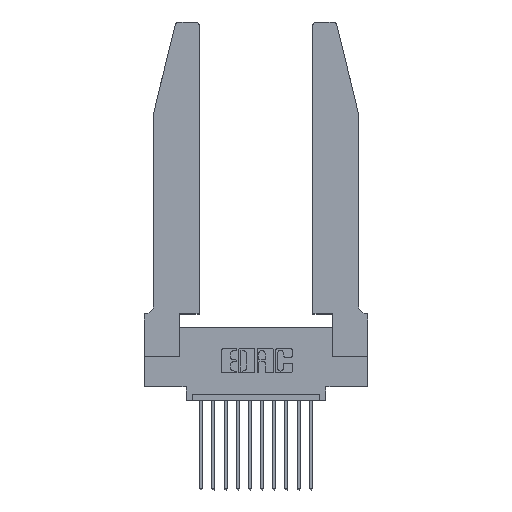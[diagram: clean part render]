
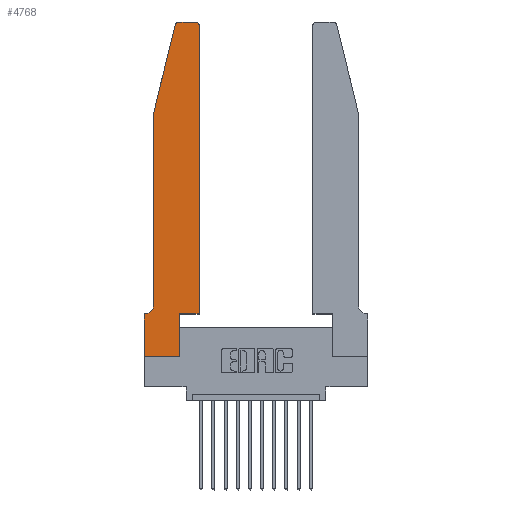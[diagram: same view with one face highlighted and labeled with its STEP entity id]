
A CAD part, top view. The second image highlights one B-rep face of the part: STEP entity #4768.
In plain terms, the highlighted planar face has unit normal (0, 0, 1).
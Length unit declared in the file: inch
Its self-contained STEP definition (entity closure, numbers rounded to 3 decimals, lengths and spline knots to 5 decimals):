
#234 = ORIENTED_EDGE ( 'NONE', *, *, #8713, .T. ) ;
#425 = EDGE_CURVE ( 'NONE', #1496, #15330, #16515, .T. ) ;
#608 = EDGE_CURVE ( 'NONE', #3987, #7146, #6613, .T. ) ;
#809 = AXIS2_PLACEMENT_3D ( 'NONE', #7315, #8611, #16590 ) ;
#1050 = CARTESIAN_POINT ( 'NONE',  ( 0.2865, 0.35, 0.37 ) ) ;
#1247 = CARTESIAN_POINT ( 'NONE',  ( 0.0055, 0.42, 0.37 ) ) ;
#1483 = VECTOR ( 'NONE', #4941, 39.37008 ) ;
#1496 = VERTEX_POINT ( 'NONE', #5321 ) ;
#1744 = LINE ( 'NONE', #11944, #5168 ) ;
#1787 = LINE ( 'NONE', #13186, #13118 ) ;
#2268 = ORIENTED_EDGE ( 'NONE', *, *, #425, .T. ) ;
#2285 = CIRCLE ( 'NONE', #14858, 0.03 ) ;
#2324 = EDGE_CURVE ( 'NONE', #7146, #11003, #2285, .T. ) ;
#2750 = CARTESIAN_POINT ( 'NONE',  ( 0.0055, 0.35, 0.37 ) ) ;
#2903 = DIRECTION ( 'NONE',  ( 0., 0., 1. ) ) ;
#3262 = ORIENTED_EDGE ( 'NONE', *, *, #7449, .T. ) ;
#3338 = DIRECTION ( 'NONE',  ( 0., -1., 0. ) ) ;
#3380 = DIRECTION ( 'NONE',  ( 1., 0., 0. ) ) ;
#3419 = FACE_OUTER_BOUND ( 'NONE', #13404, .T. ) ;
#3485 = DIRECTION ( 'NONE',  ( 0., 1., 0. ) ) ;
#3642 = CARTESIAN_POINT ( 'NONE',  ( 0.0755, 2., 0.37 ) ) ;
#3725 = ORIENTED_EDGE ( 'NONE', *, *, #608, .T. ) ;
#3758 = DIRECTION ( 'NONE',  ( -1., 0., 0. ) ) ;
#3987 = VERTEX_POINT ( 'NONE', #14770 ) ;
#4163 = LINE ( 'NONE', #1050, #10033 ) ;
#4211 = CARTESIAN_POINT ( 'NONE',  ( 0.4505, 2.72, 0.37 ) ) ;
#4275 = VERTEX_POINT ( 'NONE', #5677 ) ;
#4308 = DIRECTION ( 'NONE',  ( -1., 0., 0. ) ) ;
#4665 = DIRECTION ( 'NONE',  ( 1., 0., 0. ) ) ;
#4768 = ADVANCED_FACE ( 'NONE', ( #3419 ), #11054, .T. ) ;
#4941 = DIRECTION ( 'NONE',  ( 0., -1., 0. ) ) ;
#5168 = VECTOR ( 'NONE', #15749, 39.37008 ) ;
#5321 = CARTESIAN_POINT ( 'NONE',  ( 0.25487, 2.72718, 0.37 ) ) ;
#5529 = DIRECTION ( 'NONE',  ( -0.239, -0.971, 0. ) ) ;
#5615 = EDGE_CURVE ( 'NONE', #11003, #4275, #15519, .T. ) ;
#5677 = CARTESIAN_POINT ( 'NONE',  ( 0.284, 2.75, 0.37 ) ) ;
#5993 = CARTESIAN_POINT ( 'NONE',  ( 0., 0., 0.37 ) ) ;
#6034 = CARTESIAN_POINT ( 'NONE',  ( 0.2865, 0.35, 0.37 ) ) ;
#6046 = VERTEX_POINT ( 'NONE', #15097 ) ;
#6127 = LINE ( 'NONE', #3642, #1483 ) ;
#6275 = EDGE_CURVE ( 'NONE', #10565, #16312, #1744, .T. ) ;
#6308 = CARTESIAN_POINT ( 'NONE',  ( 0.4505, 0.35, 0.37 ) ) ;
#6542 = CARTESIAN_POINT ( 'NONE',  ( 0., 0., 0.37 ) ) ;
#6613 = LINE ( 'NONE', #6308, #11057 ) ;
#6650 = AXIS2_PLACEMENT_3D ( 'NONE', #7229, #16237, #4665 ) ;
#6678 = EDGE_CURVE ( 'NONE', #16312, #10627, #10440, .T. ) ;
#6807 = DIRECTION ( 'NONE',  ( 1., 0., 0. ) ) ;
#7116 = CARTESIAN_POINT ( 'NONE',  ( 0., 0.35, 0.37 ) ) ;
#7146 = VERTEX_POINT ( 'NONE', #4211 ) ;
#7167 = CARTESIAN_POINT ( 'NONE',  ( 0., 0., 0.37 ) ) ;
#7229 = CARTESIAN_POINT ( 'NONE',  ( 0., 0.35, 0.37 ) ) ;
#7315 = CARTESIAN_POINT ( 'NONE',  ( 0.284, 2.72, 0.37 ) ) ;
#7449 = EDGE_CURVE ( 'NONE', #16242, #10565, #11210, .T. ) ;
#8079 = ORIENTED_EDGE ( 'NONE', *, *, #5615, .T. ) ;
#8611 = DIRECTION ( 'NONE',  ( 0., 0., 1. ) ) ;
#8713 = EDGE_CURVE ( 'NONE', #10627, #6046, #14112, .T. ) ;
#9055 = VECTOR ( 'NONE', #4308, 39.37008 ) ;
#9358 = EDGE_CURVE ( 'NONE', #6046, #15478, #4163, .T. ) ;
#9643 = VECTOR ( 'NONE', #5529, 39.37008 ) ;
#9816 = EDGE_CURVE ( 'NONE', #4275, #1496, #11812, .T. ) ;
#10018 = DIRECTION ( 'NONE',  ( 0., 1., 0. ) ) ;
#10033 = VECTOR ( 'NONE', #10018, 39.37008 ) ;
#10102 = ORIENTED_EDGE ( 'NONE', *, *, #9816, .T. ) ;
#10198 = AXIS2_PLACEMENT_3D ( 'NONE', #1247, #10392, #3758 ) ;
#10392 = DIRECTION ( 'NONE',  ( 0., 0., -1. ) ) ;
#10440 = LINE ( 'NONE', #5993, #11821 ) ;
#10565 = VERTEX_POINT ( 'NONE', #2750 ) ;
#10627 = VERTEX_POINT ( 'NONE', #6542 ) ;
#10687 = VECTOR ( 'NONE', #3380, 39.37008 ) ;
#10807 = CARTESIAN_POINT ( 'NONE',  ( 0.4205, 2.72, 0.37 ) ) ;
#10932 = ORIENTED_EDGE ( 'NONE', *, *, #6678, .T. ) ;
#10946 = CARTESIAN_POINT ( 'NONE',  ( 0.0755, 2., 0.37 ) ) ;
#11003 = VERTEX_POINT ( 'NONE', #11211 ) ;
#11054 = PLANE ( 'NONE',  #6650 ) ;
#11057 = VECTOR ( 'NONE', #3485, 39.37008 ) ;
#11178 = ORIENTED_EDGE ( 'NONE', *, *, #2324, .T. ) ;
#11210 = CIRCLE ( 'NONE', #10198, 0.07 ) ;
#11211 = CARTESIAN_POINT ( 'NONE',  ( 0.4205, 2.75, 0.37 ) ) ;
#11276 = EDGE_CURVE ( 'NONE', #15330, #16242, #6127, .T. ) ;
#11604 = ORIENTED_EDGE ( 'NONE', *, *, #6275, .T. ) ;
#11812 = CIRCLE ( 'NONE', #809, 0.03 ) ;
#11821 = VECTOR ( 'NONE', #3338, 39.37008 ) ;
#11888 = ORIENTED_EDGE ( 'NONE', *, *, #11276, .T. ) ;
#11944 = CARTESIAN_POINT ( 'NONE',  ( 0.0755, 0.35, 0.37 ) ) ;
#13118 = VECTOR ( 'NONE', #6807, 39.37008 ) ;
#13186 = CARTESIAN_POINT ( 'NONE',  ( 0.4505, 0.35, 0.37 ) ) ;
#13350 = DIRECTION ( 'NONE',  ( 1., 0., 0. ) ) ;
#13404 = EDGE_LOOP ( 'NONE', ( #8079, #10102, #2268, #11888, #3262, #11604, #10932, #234, #14786, #15598, #3725, #11178 ) ) ;
#14112 = LINE ( 'NONE', #7167, #10687 ) ;
#14314 = CARTESIAN_POINT ( 'NONE',  ( 0.0755, 2., 0.37 ) ) ;
#14770 = CARTESIAN_POINT ( 'NONE',  ( 0.4505, 0.35, 0.37 ) ) ;
#14786 = ORIENTED_EDGE ( 'NONE', *, *, #9358, .T. ) ;
#14858 = AXIS2_PLACEMENT_3D ( 'NONE', #10807, #2903, #13350 ) ;
#15097 = CARTESIAN_POINT ( 'NONE',  ( 0.2865, 0., 0.37 ) ) ;
#15330 = VERTEX_POINT ( 'NONE', #14314 ) ;
#15478 = VERTEX_POINT ( 'NONE', #6034 ) ;
#15519 = LINE ( 'NONE', #15889, #9055 ) ;
#15598 = ORIENTED_EDGE ( 'NONE', *, *, #16363, .T. ) ;
#15749 = DIRECTION ( 'NONE',  ( -1., 0., 0. ) ) ;
#15889 = CARTESIAN_POINT ( 'NONE',  ( 0.2605, 2.75, 0.37 ) ) ;
#15930 = CARTESIAN_POINT ( 'NONE',  ( 0.0755, 0.42, 0.37 ) ) ;
#16237 = DIRECTION ( 'NONE',  ( 0., 0., 1. ) ) ;
#16242 = VERTEX_POINT ( 'NONE', #15930 ) ;
#16312 = VERTEX_POINT ( 'NONE', #7116 ) ;
#16363 = EDGE_CURVE ( 'NONE', #15478, #3987, #1787, .T. ) ;
#16515 = LINE ( 'NONE', #10946, #9643 ) ;
#16590 = DIRECTION ( 'NONE',  ( 1., 0., 0. ) ) ;
